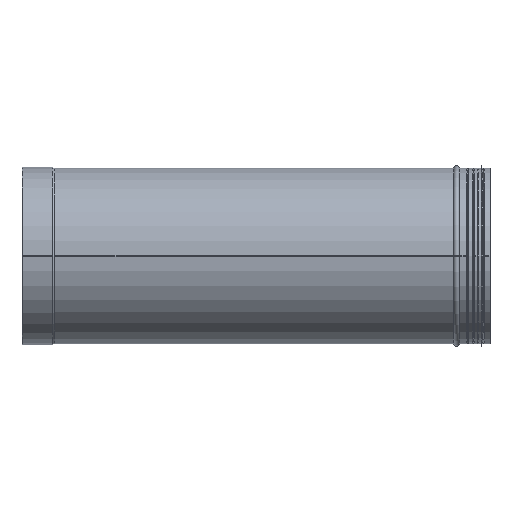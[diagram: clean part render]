
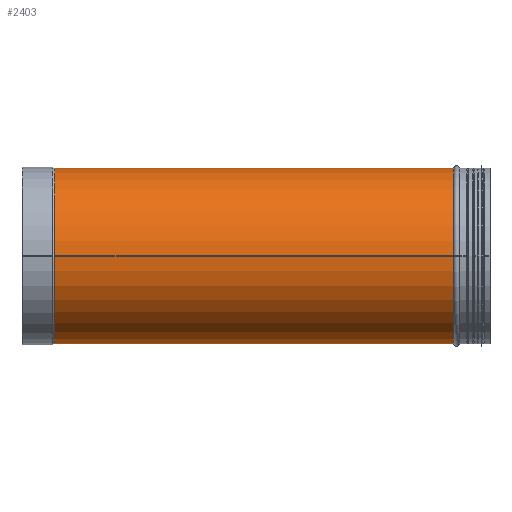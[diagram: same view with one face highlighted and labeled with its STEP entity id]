
A CAD part, left-side view. The second image highlights one B-rep face of the part: STEP entity #2403.
In plain terms, the highlighted cylindrical face has radius 201 mm (diameter 402 mm), a partial arc.
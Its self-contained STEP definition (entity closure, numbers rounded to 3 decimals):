
#193=CARTESIAN_POINT('',(156.605,570.0,126.0));
#194=VERTEX_POINT('',#193);
#195=CARTESIAN_POINT('',(156.605,570.0,126.0));
#196=CARTESIAN_POINT('',(156.605,574.112,126.0));
#197=CARTESIAN_POINT('',(156.768,578.263,125.798));
#198=CARTESIAN_POINT('',(157.424,586.569,124.975));
#199=CARTESIAN_POINT('',(157.917,590.724,124.355));
#200=CARTESIAN_POINT('',(159.853,603.08,121.87));
#201=CARTESIAN_POINT('',(161.76,611.175,119.375));
#202=CARTESIAN_POINT('',(166.349,626.577,112.893));
#203=CARTESIAN_POINT('',(169.028,633.9,108.901));
#204=CARTESIAN_POINT('',(174.586,647.415,99.747));
#205=CARTESIAN_POINT('',(177.461,653.607,94.584));
#206=CARTESIAN_POINT('',(182.867,664.54,83.651));
#207=CARTESIAN_POINT('',(185.606,669.696,77.482));
#208=CARTESIAN_POINT('',(190.688,678.865,63.963));
#209=CARTESIAN_POINT('',(193.028,682.879,56.61));
#210=CARTESIAN_POINT('',(196.905,689.388,41.144));
#211=CARTESIAN_POINT('',(198.444,691.889,33.014));
#212=CARTESIAN_POINT('',(200.492,695.195,16.521));
#213=CARTESIAN_POINT('',(201.0,696.0,8.157));
#214=CARTESIAN_POINT('',(201.0,696.0,-8.157));
#215=CARTESIAN_POINT('',(200.492,695.195,-16.521));
#216=CARTESIAN_POINT('',(198.444,691.889,-33.014));
#217=CARTESIAN_POINT('',(196.905,689.388,-41.144));
#218=CARTESIAN_POINT('',(193.028,682.879,-56.61));
#219=CARTESIAN_POINT('',(190.688,678.865,-63.963));
#220=CARTESIAN_POINT('',(185.606,669.696,-77.482));
#221=CARTESIAN_POINT('',(182.867,664.54,-83.651));
#222=CARTESIAN_POINT('',(177.461,653.607,-94.584));
#223=CARTESIAN_POINT('',(174.586,647.415,-99.747));
#224=CARTESIAN_POINT('',(169.028,633.9,-108.901));
#225=CARTESIAN_POINT('',(166.349,626.577,-112.893));
#226=CARTESIAN_POINT('',(161.76,611.175,-119.375));
#227=CARTESIAN_POINT('',(159.853,603.08,-121.87));
#228=CARTESIAN_POINT('',(157.917,590.724,-124.355));
#229=CARTESIAN_POINT('',(157.424,586.569,-124.975));
#230=CARTESIAN_POINT('',(156.768,578.263,-125.798));
#231=CARTESIAN_POINT('',(156.605,574.112,-126.));
#232=CARTESIAN_POINT('',(156.605,565.888,-126.));
#233=CARTESIAN_POINT('',(156.768,561.737,-125.798));
#234=CARTESIAN_POINT('',(157.424,553.431,-124.975));
#235=CARTESIAN_POINT('',(157.917,549.276,-124.355));
#236=CARTESIAN_POINT('',(159.853,536.92,-121.87));
#237=CARTESIAN_POINT('',(161.76,528.825,-119.375));
#238=CARTESIAN_POINT('',(166.349,513.423,-112.893));
#239=CARTESIAN_POINT('',(169.028,506.1,-108.901));
#240=CARTESIAN_POINT('',(174.586,492.585,-99.747));
#241=CARTESIAN_POINT('',(177.461,486.393,-94.584));
#242=CARTESIAN_POINT('',(182.867,475.46,-83.651));
#243=CARTESIAN_POINT('',(185.606,470.304,-77.482));
#244=CARTESIAN_POINT('',(190.688,461.135,-63.963));
#245=CARTESIAN_POINT('',(193.028,457.121,-56.61));
#246=CARTESIAN_POINT('',(196.905,450.612,-41.144));
#247=CARTESIAN_POINT('',(198.444,448.111,-33.014));
#248=CARTESIAN_POINT('',(200.492,444.805,-16.521));
#249=CARTESIAN_POINT('',(201.0,444.,-8.157));
#250=CARTESIAN_POINT('',(201.0,444.0,8.157));
#251=CARTESIAN_POINT('',(200.492,444.805,16.521));
#252=CARTESIAN_POINT('',(198.444,448.111,33.014));
#253=CARTESIAN_POINT('',(196.905,450.612,41.144));
#254=CARTESIAN_POINT('',(193.028,457.121,56.61));
#255=CARTESIAN_POINT('',(190.688,461.135,63.963));
#256=CARTESIAN_POINT('',(185.606,470.304,77.482));
#257=CARTESIAN_POINT('',(182.867,475.46,83.651));
#258=CARTESIAN_POINT('',(177.461,486.393,94.584));
#259=CARTESIAN_POINT('',(174.586,492.585,99.747));
#260=CARTESIAN_POINT('',(169.028,506.1,108.901));
#261=CARTESIAN_POINT('',(166.349,513.423,112.893));
#262=CARTESIAN_POINT('',(161.76,528.825,119.375));
#263=CARTESIAN_POINT('',(159.853,536.92,121.87));
#264=CARTESIAN_POINT('',(157.917,549.276,124.355));
#265=CARTESIAN_POINT('',(157.424,553.431,124.975));
#266=CARTESIAN_POINT('',(156.768,561.737,125.798));
#267=CARTESIAN_POINT('',(156.605,565.888,126.));
#268=CARTESIAN_POINT('',(156.605,570.0,126.));
#269=B_SPLINE_CURVE_WITH_KNOTS('',3,(#195,#196,#197,#198,#199,#200,#201,#202,#203,#204,#205,#206,#207,#208,#209,#210,#211,#212,#213,#214,#215,#216,#217,#218,#219,#220,#221,#222,#223,#224,#225,#226,#227,#228,#229,#230,#231,#232,#233,#234,#235,#236,#237,#238,#239,#240,#241,#242,#243,#244,#245,#246,#247,#248,#249,#250,#251,#252,#253,#254,#255,#256,#257,#258,#259,#260,#261,#262,#263,#264,#265,#266,#267,#268),.UNSPECIFIED.,.T.,.U.,(4,2,2,2,2,2,2,2,2,2,2,2,2,2,2,2,2,2,2,2,2,2,2,2,2,2,2,2,2,2,2,2,2,2,2,2,4),(0.0,1.233,2.467,4.934,7.401,9.868,12.315,14.762,17.209,19.657,22.104,24.551,26.998,29.445,31.912,34.379,36.846,38.08,39.313,40.547,41.78,44.247,46.714,49.181,51.628,54.075,56.522,58.97,61.417,63.864,66.311,68.758,71.225,73.692,76.159,77.393,78.626),.UNSPECIFIED.);
#270=EDGE_CURVE('',#194,#194,#269,.T.);
#868=CARTESIAN_POINT('',(-201.,83.828,0.351));
#869=VERTEX_POINT('',#868);
#901=CARTESIAN_POINT('',(-201.,994.688,0.351));
#902=VERTEX_POINT('',#901);
#903=CARTESIAN_POINT('',(-201.,994.688,0.351));
#904=DIRECTION('',(0.0,-1.0,0.0));
#905=VECTOR('',#904,910.859);
#906=LINE('',#903,#905);
#907=EDGE_CURVE('',#902,#869,#906,.T.);
#1133=CARTESIAN_POINT('',(-201.0,994.688,0.0));
#1134=VERTEX_POINT('',#1133);
#1166=CARTESIAN_POINT('',(-201.,83.828,0.0));
#1167=VERTEX_POINT('',#1166);
#1168=CARTESIAN_POINT('',(-201.0,994.688,0.0));
#1169=DIRECTION('',(0.0,-1.0,0.0));
#1170=VECTOR('',#1169,910.859);
#1171=LINE('',#1168,#1170);
#1172=EDGE_CURVE('',#1134,#1167,#1171,.T.);
#2371=CARTESIAN_POINT('',(0.0,994.688,0.0));
#2372=DIRECTION('',(0.0,-1.0,0.0));
#2373=DIRECTION('',(-1.0,0.0,0.0));
#2374=AXIS2_PLACEMENT_3D('',#2371,#2372,#2373);
#2375=CIRCLE('',#2374,201.0);
#2376=EDGE_CURVE('',#1134,#902,#2375,.T.);
#2383=CARTESIAN_POINT('',(0.0,528.661,0.0));
#2384=DIRECTION('',(0.0,-1.0,0.0));
#2385=DIRECTION('',(-1.0,0.0,0.0));
#2386=AXIS2_PLACEMENT_3D('',#2383,#2384,#2385);
#2387=CYLINDRICAL_SURFACE('',#2386,201.0);
#2388=ORIENTED_EDGE('',*,*,#907,.T.);
#2389=CARTESIAN_POINT('',(0.0,83.828,0.0));
#2390=DIRECTION('',(0.0,-1.0,0.0));
#2391=DIRECTION('',(-1.0,0.0,0.0));
#2392=AXIS2_PLACEMENT_3D('',#2389,#2390,#2391);
#2393=CIRCLE('',#2392,201.);
#2394=EDGE_CURVE('',#1167,#869,#2393,.T.);
#2395=ORIENTED_EDGE('',*,*,#2394,.F.);
#2396=ORIENTED_EDGE('',*,*,#1172,.F.);
#2397=ORIENTED_EDGE('',*,*,#2376,.T.);
#2398=EDGE_LOOP('',(#2388,#2395,#2396,#2397));
#2399=FACE_OUTER_BOUND('',#2398,.T.);
#2400=ORIENTED_EDGE('',*,*,#270,.T.);
#2401=EDGE_LOOP('',(#2400));
#2402=FACE_BOUND('',#2401,.T.);
#2403=ADVANCED_FACE('',(#2399,#2402),#2387,.T.);
